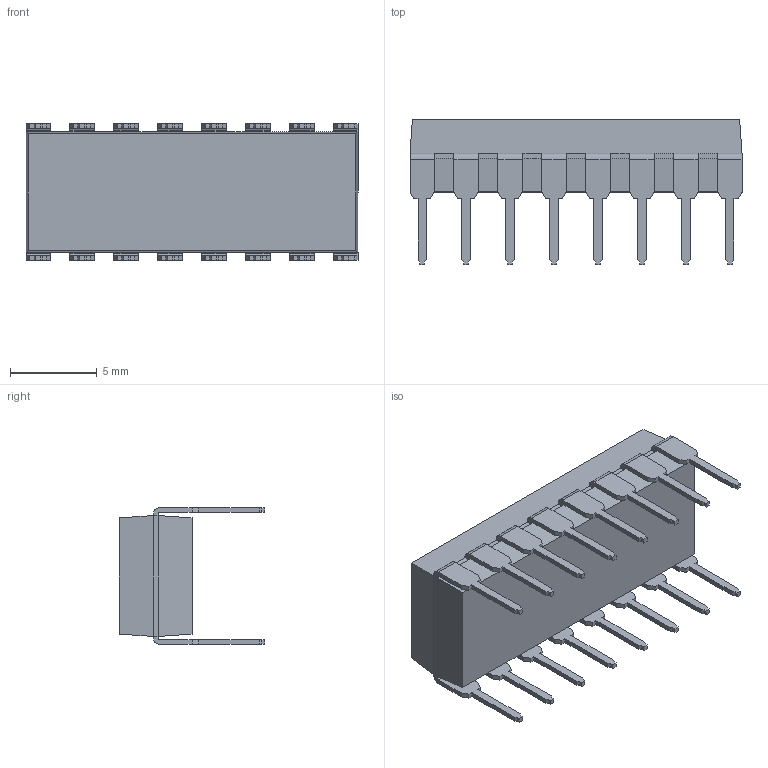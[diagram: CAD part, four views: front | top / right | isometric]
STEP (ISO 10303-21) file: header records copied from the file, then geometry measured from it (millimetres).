
FILE_DESCRIPTION (( 'STEP AP214' ), '1' );
FILE_NAME ('16 Plastic DIP_21-0043.STEP', '2023-12-08T19:13:01', ( '' ), ( '' ), 'SwSTEP 2.0', 'SolidWorks 2021', '' );
FILE_SCHEMA (( 'AUTOMOTIVE_DESIGN' ));
Length unit declared in the file: millimetre
Products named in the file (1): 16 Plastic DIP_21-0043
Bounding box: 19.18 x 8.38 x 7.9 mm (x, y, z)
Volume: 571.1 mm3; surface area: 714.8 mm2
Topology: 18 solids, 18 shells, 343 faces, 910 edges, 604 vertices
Faces by surface type: plane 306, cylinder 37
Entity records: 10661 total; most frequent: CARTESIAN_POINT 1864, ORIENTED_EDGE 1820, DIRECTION 1670, EDGE_CURVE 910, LINE 834, VECTOR 834, VERTEX_POINT 604, AXIS2_PLACEMENT_3D 418
